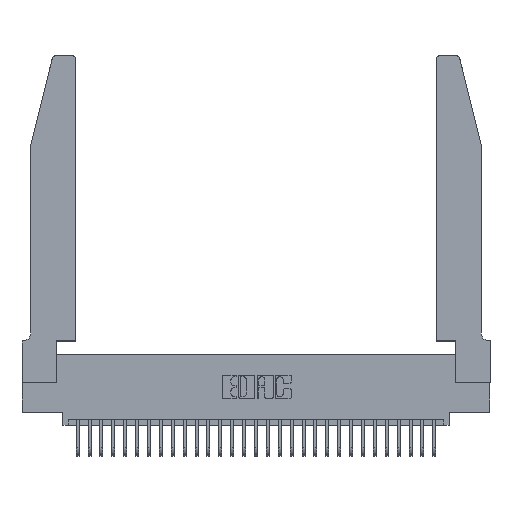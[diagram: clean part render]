
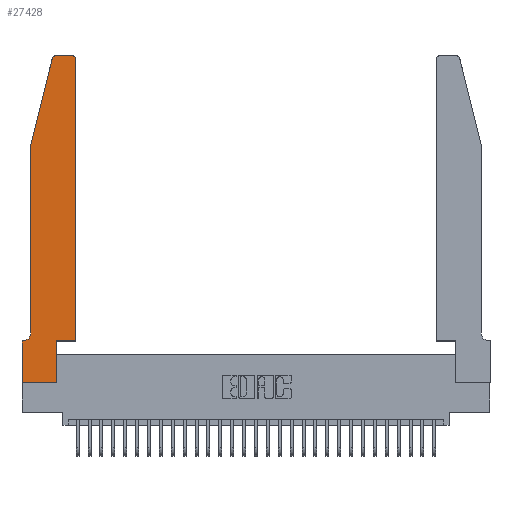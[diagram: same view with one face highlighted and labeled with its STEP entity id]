
A CAD part, top view. The second image highlights one B-rep face of the part: STEP entity #27428.
In plain terms, the highlighted planar face has unit normal (0, 0, 1).
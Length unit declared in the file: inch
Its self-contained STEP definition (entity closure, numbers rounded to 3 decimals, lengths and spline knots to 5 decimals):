
#38 = CARTESIAN_POINT ( 'NONE',  ( 0., 0., 0.37 ) ) ;
#1520 = CARTESIAN_POINT ( 'NONE',  ( 0.0755, 2., 0.37 ) ) ;
#1959 = DIRECTION ( 'NONE',  ( 0., 0., -1. ) ) ;
#1967 = ORIENTED_EDGE ( 'NONE', *, *, #5698, .T. ) ;
#2034 = EDGE_CURVE ( 'NONE', #18905, #4755, #9384, .T. ) ;
#2362 = CARTESIAN_POINT ( 'NONE',  ( 0.2605, 2.75, 0.37 ) ) ;
#2461 = CARTESIAN_POINT ( 'NONE',  ( 0.284, 2.72, 0.37 ) ) ;
#2623 = CARTESIAN_POINT ( 'NONE',  ( 0., 0.35, 0.37 ) ) ;
#2652 = EDGE_CURVE ( 'NONE', #27883, #16708, #24133, .T. ) ;
#2842 = LINE ( 'NONE', #9206, #14350 ) ;
#3073 = CARTESIAN_POINT ( 'NONE',  ( 0., 0., 0.37 ) ) ;
#3148 = ORIENTED_EDGE ( 'NONE', *, *, #7780, .T. ) ;
#4755 = VERTEX_POINT ( 'NONE', #5539 ) ;
#4806 = DIRECTION ( 'NONE',  ( 1., 0., 0. ) ) ;
#4951 = DIRECTION ( 'NONE',  ( 0., 0., 1. ) ) ;
#5155 = VECTOR ( 'NONE', #26804, 39.37008 ) ;
#5265 = VERTEX_POINT ( 'NONE', #11963 ) ;
#5381 = DIRECTION ( 'NONE',  ( 0., -1., 0. ) ) ;
#5539 = CARTESIAN_POINT ( 'NONE',  ( 0.25487, 2.72718, 0.37 ) ) ;
#5698 = EDGE_CURVE ( 'NONE', #7624, #25793, #20424, .T. ) ;
#6390 = VERTEX_POINT ( 'NONE', #29789 ) ;
#6590 = ORIENTED_EDGE ( 'NONE', *, *, #14030, .T. ) ;
#6846 = VECTOR ( 'NONE', #28435, 39.37008 ) ;
#7348 = CARTESIAN_POINT ( 'NONE',  ( 0.284, 2.75, 0.37 ) ) ;
#7624 = VERTEX_POINT ( 'NONE', #21439 ) ;
#7727 = FACE_OUTER_BOUND ( 'NONE', #17801, .T. ) ;
#7780 = EDGE_CURVE ( 'NONE', #25793, #8464, #25303, .T. ) ;
#8464 = VERTEX_POINT ( 'NONE', #12954 ) ;
#9144 = AXIS2_PLACEMENT_3D ( 'NONE', #2461, #18518, #4806 ) ;
#9206 = CARTESIAN_POINT ( 'NONE',  ( 0.0755, 2., 0.37 ) ) ;
#9384 = CIRCLE ( 'NONE', #9144, 0.03 ) ;
#9521 = EDGE_CURVE ( 'NONE', #5265, #18905, #21888, .T. ) ;
#10152 = EDGE_CURVE ( 'NONE', #16708, #7624, #29725, .T. ) ;
#10273 = CARTESIAN_POINT ( 'NONE',  ( 0., 0.35, 0.37 ) ) ;
#10649 = VERTEX_POINT ( 'NONE', #16540 ) ;
#11722 = DIRECTION ( 'NONE',  ( 0., 0., 1. ) ) ;
#11948 = ORIENTED_EDGE ( 'NONE', *, *, #9521, .T. ) ;
#11963 = CARTESIAN_POINT ( 'NONE',  ( 0.4205, 2.75, 0.37 ) ) ;
#12002 = VECTOR ( 'NONE', #13914, 39.37008 ) ;
#12474 = ORIENTED_EDGE ( 'NONE', *, *, #18100, .T. ) ;
#12487 = CARTESIAN_POINT ( 'NONE',  ( 0.2865, 0.35, 0.37 ) ) ;
#12954 = CARTESIAN_POINT ( 'NONE',  ( 0.4505, 2.72, 0.37 ) ) ;
#13830 = DIRECTION ( 'NONE',  ( -0.239, -0.971, 0. ) ) ;
#13914 = DIRECTION ( 'NONE',  ( 1., 0., 0. ) ) ;
#14030 = EDGE_CURVE ( 'NONE', #21536, #6390, #28808, .T. ) ;
#14343 = VECTOR ( 'NONE', #29324, 39.37008 ) ;
#14350 = VECTOR ( 'NONE', #13830, 39.37008 ) ;
#15174 = DIRECTION ( 'NONE',  ( 0., 1., 0. ) ) ;
#15189 = AXIS2_PLACEMENT_3D ( 'NONE', #15755, #1959, #18015 ) ;
#15239 = LINE ( 'NONE', #1520, #5155 ) ;
#15755 = CARTESIAN_POINT ( 'NONE',  ( 0.0055, 0.42, 0.37 ) ) ;
#15852 = VECTOR ( 'NONE', #25340, 39.37008 ) ;
#16375 = ORIENTED_EDGE ( 'NONE', *, *, #2034, .T. ) ;
#16386 = EDGE_CURVE ( 'NONE', #6390, #27652, #25342, .T. ) ;
#16403 = PLANE ( 'NONE',  #22765 ) ;
#16540 = CARTESIAN_POINT ( 'NONE',  ( 0.0755, 2., 0.37 ) ) ;
#16671 = LINE ( 'NONE', #3073, #28110 ) ;
#16708 = VERTEX_POINT ( 'NONE', #23557 ) ;
#16989 = CARTESIAN_POINT ( 'NONE',  ( 0.0755, 0.42, 0.37 ) ) ;
#17801 = EDGE_LOOP ( 'NONE', ( #11948, #16375, #26722, #12474, #6590, #26853, #21177, #23849, #20584, #1967, #3148, #20817 ) ) ;
#18015 = DIRECTION ( 'NONE',  ( -1., 0., 0. ) ) ;
#18100 = EDGE_CURVE ( 'NONE', #10649, #21536, #15239, .T. ) ;
#18518 = DIRECTION ( 'NONE',  ( 0., 0., 1. ) ) ;
#18523 = VECTOR ( 'NONE', #26609, 39.37008 ) ;
#18905 = VERTEX_POINT ( 'NONE', #7348 ) ;
#18978 = CIRCLE ( 'NONE', #19910, 0.03 ) ;
#19204 = VECTOR ( 'NONE', #15174, 39.37008 ) ;
#19684 = CARTESIAN_POINT ( 'NONE',  ( 0.0755, 0.35, 0.37 ) ) ;
#19910 = AXIS2_PLACEMENT_3D ( 'NONE', #25410, #11722, #27717 ) ;
#20133 = CARTESIAN_POINT ( 'NONE',  ( 0.4505, 0.35, 0.37 ) ) ;
#20168 = CARTESIAN_POINT ( 'NONE',  ( 0., 0., 0.37 ) ) ;
#20424 = LINE ( 'NONE', #20133, #14343 ) ;
#20584 = ORIENTED_EDGE ( 'NONE', *, *, #10152, .T. ) ;
#20817 = ORIENTED_EDGE ( 'NONE', *, *, #21308, .T. ) ;
#20977 = DIRECTION ( 'NONE',  ( 1., 0., 0. ) ) ;
#21177 = ORIENTED_EDGE ( 'NONE', *, *, #24108, .T. ) ;
#21268 = EDGE_CURVE ( 'NONE', #4755, #10649, #2842, .T. ) ;
#21308 = EDGE_CURVE ( 'NONE', #8464, #5265, #18978, .T. ) ;
#21439 = CARTESIAN_POINT ( 'NONE',  ( 0.2865, 0.35, 0.37 ) ) ;
#21536 = VERTEX_POINT ( 'NONE', #16989 ) ;
#21888 = LINE ( 'NONE', #2362, #15852 ) ;
#21940 = CARTESIAN_POINT ( 'NONE',  ( 0.4505, 0.35, 0.37 ) ) ;
#22765 = AXIS2_PLACEMENT_3D ( 'NONE', #2623, #4951, #20977 ) ;
#23557 = CARTESIAN_POINT ( 'NONE',  ( 0.2865, 0., 0.37 ) ) ;
#23849 = ORIENTED_EDGE ( 'NONE', *, *, #2652, .T. ) ;
#24108 = EDGE_CURVE ( 'NONE', #27652, #27883, #16671, .T. ) ;
#24133 = LINE ( 'NONE', #38, #12002 ) ;
#25303 = LINE ( 'NONE', #21940, #19204 ) ;
#25340 = DIRECTION ( 'NONE',  ( -1., 0., 0. ) ) ;
#25342 = LINE ( 'NONE', #19684, #18523 ) ;
#25410 = CARTESIAN_POINT ( 'NONE',  ( 0.4205, 2.72, 0.37 ) ) ;
#25793 = VERTEX_POINT ( 'NONE', #27437 ) ;
#26609 = DIRECTION ( 'NONE',  ( -1., 0., 0. ) ) ;
#26722 = ORIENTED_EDGE ( 'NONE', *, *, #21268, .T. ) ;
#26804 = DIRECTION ( 'NONE',  ( 0., -1., 0. ) ) ;
#26853 = ORIENTED_EDGE ( 'NONE', *, *, #16386, .T. ) ;
#27428 = ADVANCED_FACE ( 'NONE', ( #7727 ), #16403, .T. ) ;
#27437 = CARTESIAN_POINT ( 'NONE',  ( 0.4505, 0.35, 0.37 ) ) ;
#27652 = VERTEX_POINT ( 'NONE', #10273 ) ;
#27717 = DIRECTION ( 'NONE',  ( 1., 0., 0. ) ) ;
#27883 = VERTEX_POINT ( 'NONE', #20168 ) ;
#28110 = VECTOR ( 'NONE', #5381, 39.37008 ) ;
#28435 = DIRECTION ( 'NONE',  ( 0., 1., 0. ) ) ;
#28808 = CIRCLE ( 'NONE', #15189, 0.07 ) ;
#29324 = DIRECTION ( 'NONE',  ( 1., 0., 0. ) ) ;
#29725 = LINE ( 'NONE', #12487, #6846 ) ;
#29789 = CARTESIAN_POINT ( 'NONE',  ( 0.0055, 0.35, 0.37 ) ) ;
